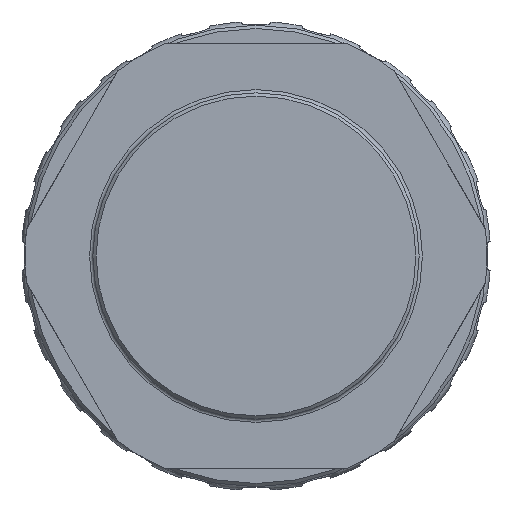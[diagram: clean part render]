
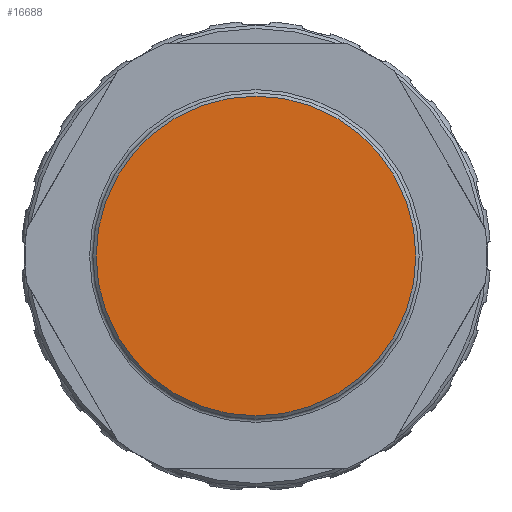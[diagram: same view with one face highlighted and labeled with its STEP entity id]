
A CAD part, left-side view. The second image highlights one B-rep face of the part: STEP entity #16688.
In plain terms, the highlighted planar face has unit normal (-1, 0, 0).
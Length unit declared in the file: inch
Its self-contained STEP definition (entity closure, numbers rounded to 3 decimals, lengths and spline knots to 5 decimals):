
#2377=PLANE('',#18184);
#2985=FACE_OUTER_BOUND('',#3878,.T.);
#3878=EDGE_LOOP('',(#12972));
#4825=CIRCLE('',#18185,0.96457);
#6777=VERTEX_POINT('',#29314);
#8954=EDGE_CURVE('',#6777,#6777,#4825,.T.);
#12972=ORIENTED_EDGE('',*,*,#8954,.F.);
#16688=ADVANCED_FACE('',(#2985),#2377,.T.);
#18184=AXIS2_PLACEMENT_3D('',#29313,#21686,#21687);
#18185=AXIS2_PLACEMENT_3D('',#29315,#21688,#21689);
#21686=DIRECTION('center_axis',(-1.,0.,0.));
#21687=DIRECTION('ref_axis',(0.,1.,0.));
#21688=DIRECTION('center_axis',(1.,0.,0.));
#21689=DIRECTION('ref_axis',(0.,1.,0.));
#29313=CARTESIAN_POINT('Origin',(-2.51268,-0.98425,0.));
#29314=CARTESIAN_POINT('',(-2.51268,-0.96457,0.));
#29315=CARTESIAN_POINT('Origin',(-2.51268,0.,
0.));
